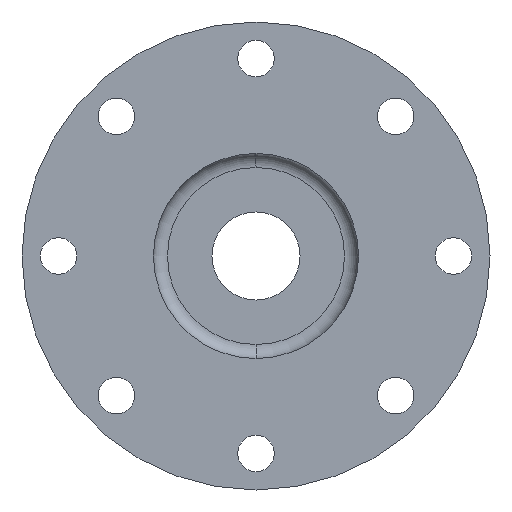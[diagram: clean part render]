
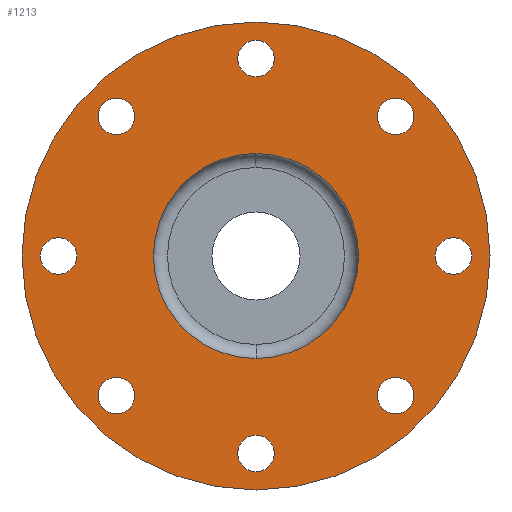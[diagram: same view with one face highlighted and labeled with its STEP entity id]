
A CAD part, left-side view. The second image highlights one B-rep face of the part: STEP entity #1213.
In plain terms, the highlighted planar face has unit normal (-1, 0, 0).
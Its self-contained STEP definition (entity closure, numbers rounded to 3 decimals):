
#663=CARTESIAN_POINT('POINT39',(-4124.96,0.,-5080.));
#664=VERTEX_POINT('VERTEX39',#663);
#672=CARTESIAN_POINT('POINT40',(-4124.96,0.,
   5080.));
#673=VERTEX_POINT('VERTEX40',#672);
#680=CARTESIAN_POINT('POS68',(-4124.96,0.,0.));
#681=DIRECTION('DIR119',(1.,0.,0.));
#682=DIRECTION('DIR120',(0.,0.,-1.));
#683=AXIS2_PLACEMENT_3D('AXIS52',#680,#681,#682);
#684=CIRCLE('ELLIPSE35',#683,5080.);
#685=EDGE_CURVE('EDGE65',#673,#664,#684,.T.);
#696=EDGE_CURVE('EDGE66',#664,#673,#684,.T.);
#703=CARTESIAN_POINT('POINT41',(-4124.96,0.,-2226.31));
#704=VERTEX_POINT('VERTEX41',#703);
#711=CARTESIAN_POINT('POINT42',(-4124.96,0.,
   2226.31));
#712=VERTEX_POINT('VERTEX42',#711);
#713=CARTESIAN_POINT('POS71',(-4124.96,0.,0.));
#714=DIRECTION('DIR124',(1.,0.,0.));
#715=DIRECTION('DIR125',(0.,0.,-1.));
#716=AXIS2_PLACEMENT_3D('AXIS54',#713,#714,#715);
#717=CIRCLE('ELLIPSE36',#716,2226.31);
#718=EDGE_CURVE('EDGE68',#712,#704,#717,.T.);
#738=EDGE_CURVE('EDGE70',#704,#712,#717,.T.);
#743=CARTESIAN_POINT('POINT43',(-4124.96,4286.25,396.24))
   ;
#744=VERTEX_POINT('VERTEX43',#743);
#762=CARTESIAN_POINT('POINT46',(-4124.96,4286.25,-396.24)
   );
#763=VERTEX_POINT('VERTEX46',#762);
#770=CARTESIAN_POINT('POS77',(-4124.96,4286.25,0.));
#771=DIRECTION('DIR133',(-1.,0.,0.));
#772=DIRECTION('DIR134',(0.,0.,1.));
#773=AXIS2_PLACEMENT_3D('AXIS57',#770,#771,#772);
#774=CIRCLE('ELLIPSE38',#773,396.24);
#775=EDGE_CURVE('EDGE74',#763,#744,#774,.T.);
#786=EDGE_CURVE('EDGE75',#744,#763,#774,.T.);
#794=CARTESIAN_POINT('POINT47',(-4124.96,3030.84,3427.08)
   );
#795=VERTEX_POINT('VERTEX47',#794);
#813=CARTESIAN_POINT('POINT50',(-4124.96,3030.84,2634.6))
   ;
#814=VERTEX_POINT('VERTEX50',#813);
#821=CARTESIAN_POINT('POS82',(-4124.96,3030.84,3030.84));
#822=DIRECTION('DIR141',(-1.,0.,0.));
#823=DIRECTION('DIR142',(0.,0.,1.));
#824=AXIS2_PLACEMENT_3D('AXIS60',#821,#822,#823);
#825=CIRCLE('ELLIPSE40',#824,396.24);
#826=EDGE_CURVE('EDGE80',#814,#795,#825,.T.);
#837=EDGE_CURVE('EDGE81',#795,#814,#825,.T.);
#845=CARTESIAN_POINT('POINT51',(-4124.96,0.,4682.49));
#846=VERTEX_POINT('VERTEX51',#845);
#864=CARTESIAN_POINT('POINT54',(-4124.96,0.,
   3890.01));
#865=VERTEX_POINT('VERTEX54',#864);
#872=CARTESIAN_POINT('POS87',(-4124.96,0.,4286.25));
#873=DIRECTION('DIR149',(-1.,0.,0.));
#874=DIRECTION('DIR150',(0.,0.,1.));
#875=AXIS2_PLACEMENT_3D('AXIS63',#872,#873,#874);
#876=CIRCLE('ELLIPSE42',#875,396.24);
#877=EDGE_CURVE('EDGE86',#865,#846,#876,.T.);
#888=EDGE_CURVE('EDGE87',#846,#865,#876,.T.);
#896=CARTESIAN_POINT('POINT55',(-4124.96,-3030.84,3427.08
   ));
#897=VERTEX_POINT('VERTEX55',#896);
#915=CARTESIAN_POINT('POINT58',(-4124.96,-3030.84,2634.6)
   );
#916=VERTEX_POINT('VERTEX58',#915);
#923=CARTESIAN_POINT('POS92',(-4124.96,-3030.84,3030.84))
   ;
#924=DIRECTION('DIR157',(-1.,0.,0.));
#925=DIRECTION('DIR158',(0.,0.,1.));
#926=AXIS2_PLACEMENT_3D('AXIS66',#923,#924,#925);
#927=CIRCLE('ELLIPSE44',#926,396.24);
#928=EDGE_CURVE('EDGE92',#916,#897,#927,.T.);
#939=EDGE_CURVE('EDGE93',#897,#916,#927,.T.);
#947=CARTESIAN_POINT('POINT59',(-4124.96,-4286.25,396.24)
   );
#948=VERTEX_POINT('VERTEX59',#947);
#966=CARTESIAN_POINT('POINT62',(-4124.96,-4286.25,-396.24
   ));
#967=VERTEX_POINT('VERTEX62',#966);
#974=CARTESIAN_POINT('POS97',(-4124.96,-4286.25,0.));
#975=DIRECTION('DIR165',(-1.,0.,0.));
#976=DIRECTION('DIR166',(0.,0.,1.));
#977=AXIS2_PLACEMENT_3D('AXIS69',#974,#975,#976);
#978=CIRCLE('ELLIPSE46',#977,396.24);
#979=EDGE_CURVE('EDGE98',#967,#948,#978,.T.);
#990=EDGE_CURVE('EDGE99',#948,#967,#978,.T.);
#998=CARTESIAN_POINT('POINT63',(-4124.96,-3030.84,-2634.6
   ));
#999=VERTEX_POINT('VERTEX63',#998);
#1017=CARTESIAN_POINT('POINT66',(-4124.96,-3030.84,
   -3427.08));
#1018=VERTEX_POINT('VERTEX66',#1017);
#1025=CARTESIAN_POINT('POS102',(-4124.96,-3030.84,
   -3030.84));
#1026=DIRECTION('DIR173',(-1.,0.,0.));
#1027=DIRECTION('DIR174',(0.,0.,1.));
#1028=AXIS2_PLACEMENT_3D('AXIS72',#1025,#1026,#1027);
#1029=CIRCLE('ELLIPSE48',#1028,396.24);
#1030=EDGE_CURVE('EDGE104',#1018,#999,#1029,.T.);
#1041=EDGE_CURVE('EDGE105',#999,#1018,#1029,.T.);
#1049=CARTESIAN_POINT('POINT67',(-4124.96,3030.84,-2634.6
   ));
#1050=VERTEX_POINT('VERTEX67',#1049);
#1068=CARTESIAN_POINT('POINT70',(-4124.96,3030.84,
   -3427.08));
#1069=VERTEX_POINT('VERTEX70',#1068);
#1076=CARTESIAN_POINT('POS107',(-4124.96,3030.84,-3030.84
   ));
#1077=DIRECTION('DIR181',(-1.,0.,0.));
#1078=DIRECTION('DIR182',(0.,0.,1.));
#1079=AXIS2_PLACEMENT_3D('AXIS75',#1076,#1077,#1078);
#1080=CIRCLE('ELLIPSE50',#1079,396.24);
#1081=EDGE_CURVE('EDGE110',#1069,#1050,#1080,.T.);
#1092=EDGE_CURVE('EDGE111',#1050,#1069,#1080,.T.);
#1157=ORIENTED_EDGE('COEDGE209',*,*,#1092,.F.);
#1158=ORIENTED_EDGE('COEDGE210',*,*,#1081,.F.);
#1159=EDGE_LOOP('NONE',(#1157,#1158));
#1160=FACE_BOUND('LOOP1',#1159,.T.);
#1161=CARTESIAN_POINT('POINT73',(-4124.96,0.,-3890.01));
#1162=VERTEX_POINT('VERTEX73',#1161);
#1163=CARTESIAN_POINT('POINT74',(-4124.96,0.,
   -4682.49));
#1164=VERTEX_POINT('VERTEX74',#1163);
#1165=CARTESIAN_POINT('POS111',(-4124.96,0.,-4286.25));
#1166=DIRECTION('DIR189',(-1.,0.,0.));
#1167=DIRECTION('DIR190',(0.,0.,1.));
#1168=AXIS2_PLACEMENT_3D('AXIS79',#1165,#1166,#1167);
#1169=CIRCLE('ELLIPSE52',#1168,396.24);
#1170=EDGE_CURVE('EDGE115',#1162,#1164,#1169,.T.);
#1171=ORIENTED_EDGE('COEDGE211',*,*,#1170,.F.);
#1172=EDGE_CURVE('EDGE116',#1164,#1162,#1169,.T.);
#1173=ORIENTED_EDGE('COEDGE212',*,*,#1172,.F.);
#1174=EDGE_LOOP('NONE',(#1171,#1173));
#1175=FACE_BOUND('LOOP1',#1174,.T.);
#1176=ORIENTED_EDGE('COEDGE213',*,*,#1041,.F.);
#1177=ORIENTED_EDGE('COEDGE214',*,*,#1030,.F.);
#1178=EDGE_LOOP('NONE',(#1176,#1177));
#1179=FACE_BOUND('LOOP1',#1178,.T.);
#1180=ORIENTED_EDGE('COEDGE215',*,*,#990,.F.);
#1181=ORIENTED_EDGE('COEDGE216',*,*,#979,.F.);
#1182=EDGE_LOOP('NONE',(#1180,#1181));
#1183=FACE_BOUND('LOOP1',#1182,.T.);
#1184=ORIENTED_EDGE('COEDGE217',*,*,#939,.F.);
#1185=ORIENTED_EDGE('COEDGE218',*,*,#928,.F.);
#1186=EDGE_LOOP('NONE',(#1184,#1185));
#1187=FACE_BOUND('LOOP1',#1186,.T.);
#1188=ORIENTED_EDGE('COEDGE219',*,*,#888,.F.);
#1189=ORIENTED_EDGE('COEDGE220',*,*,#877,.F.);
#1190=EDGE_LOOP('NONE',(#1188,#1189));
#1191=FACE_BOUND('LOOP1',#1190,.T.);
#1192=ORIENTED_EDGE('COEDGE221',*,*,#837,.F.);
#1193=ORIENTED_EDGE('COEDGE222',*,*,#826,.F.);
#1194=EDGE_LOOP('NONE',(#1192,#1193));
#1195=FACE_BOUND('LOOP1',#1194,.T.);
#1196=ORIENTED_EDGE('COEDGE223',*,*,#786,.F.);
#1197=ORIENTED_EDGE('COEDGE224',*,*,#775,.F.);
#1198=EDGE_LOOP('NONE',(#1196,#1197));
#1199=FACE_BOUND('LOOP1',#1198,.T.);
#1200=ORIENTED_EDGE('COEDGE225',*,*,#738,.T.);
#1201=ORIENTED_EDGE('COEDGE226',*,*,#718,.T.);
#1202=EDGE_LOOP('NONE',(#1200,#1201));
#1203=FACE_BOUND('LOOP1',#1202,.T.);
#1204=ORIENTED_EDGE('COEDGE227',*,*,#696,.F.);
#1205=ORIENTED_EDGE('COEDGE228',*,*,#685,.F.);
#1206=EDGE_LOOP('NONE',(#1204,#1205));
#1207=FACE_BOUND('LOOP1',#1206,.T.);
#1208=CARTESIAN_POINT('POS112',(-4124.96,0.,0.));
#1209=DIRECTION('DIR191',(1.,0.,0.));
#1210=DIRECTION('DIR192',(0.,1.,0.));
#1211=AXIS2_PLACEMENT_3D('AXIS80',#1208,#1209,#1210);
#1212=PLANE('PLANE7',#1211);
#1213=ADVANCED_FACE('FACE49',(#1160,#1175,#1179,#1183,#1187,#1191,#1195,
   #1199,#1203,#1207),#1212,.F.);
